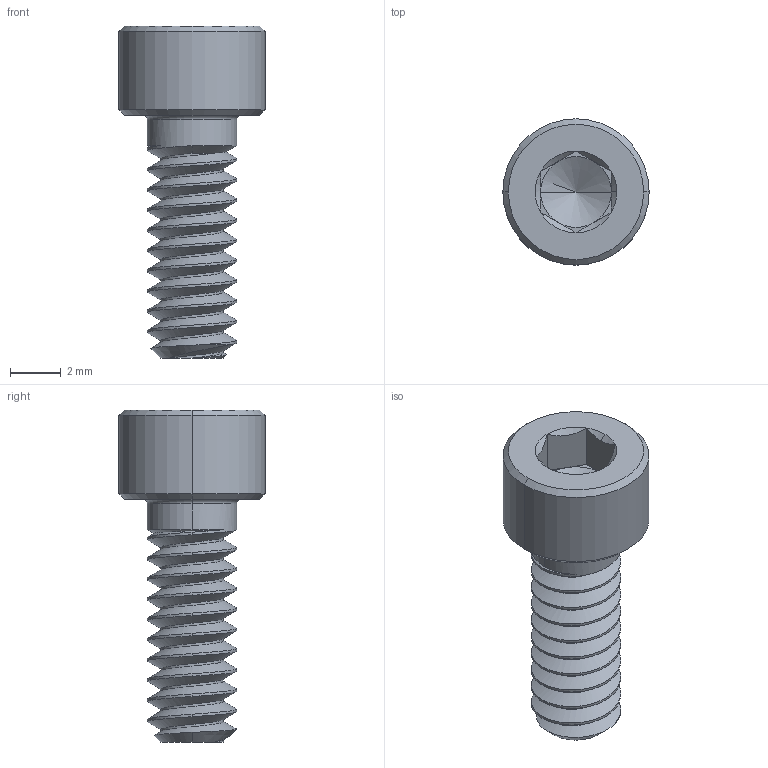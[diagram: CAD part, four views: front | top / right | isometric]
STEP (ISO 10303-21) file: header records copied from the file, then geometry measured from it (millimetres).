
FILE_DESCRIPTION (( 'STEP AP203' ), '1' );
FILE_NAME ('93465A147_Brass Socket Head Screw.STEP', '2023-01-16T21:57:26', ( 'Administrator' ), ( 'Managed by Terraform' ), 'SwSTEP 2.0', 'SolidWorks 2017', '' );
FILE_SCHEMA (( 'CONFIG_CONTROL_DESIGN' ));
Length unit declared in the file: inch
Products named in the file (1): 93465A147_Brass Socket Head Screw
Bounding box: 5.74 x 5.74 x 13.03 mm (x, y, z)
Volume: 147.3 mm3; surface area: 271.6 mm2
Topology: 1 solids, 1 shells, 61 faces, 146 edges, 87 vertices
Faces by surface type: cylinder 24, cone 17, plane 15, bspline 3, torus 2
Entity records: 3628 total; most frequent: CARTESIAN_POINT 2295, ORIENTED_EDGE 288, DIRECTION 240, EDGE_CURVE 144, AXIS2_PLACEMENT_3D 94, VERTEX_POINT 87, EDGE_LOOP 63, ADVANCED_FACE 61
